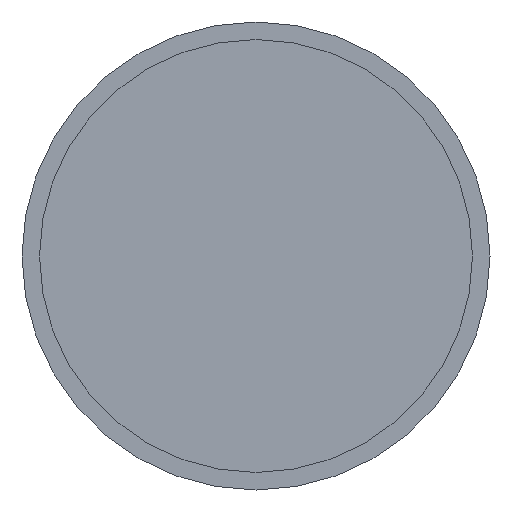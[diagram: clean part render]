
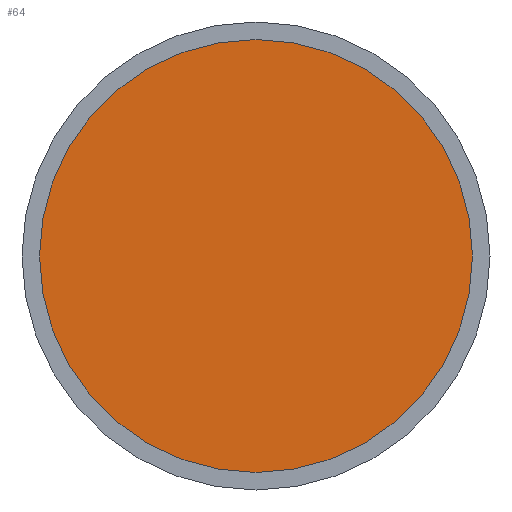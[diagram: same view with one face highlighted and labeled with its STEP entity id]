
A CAD part, front view. The second image highlights one B-rep face of the part: STEP entity #64.
In plain terms, the highlighted planar face has unit normal (0, -1, 0).
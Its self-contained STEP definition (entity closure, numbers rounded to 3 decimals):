
#64 = ADVANCED_FACE( '', ( #138 ), #139, .F. );
#138 = FACE_OUTER_BOUND( '', #225, .T. );
#139 = PLANE( '', #226 );
#225 = EDGE_LOOP( '', ( #378 ) );
#226 = AXIS2_PLACEMENT_3D( '', #379, #380, #381 );
#378 = ORIENTED_EDGE( '', *, *, #488, .T. );
#379 = CARTESIAN_POINT( '', ( 46.25, -3., 0. ) );
#380 = DIRECTION( '', ( 0., 1., 0. ) );
#381 = DIRECTION( '', ( 0., 0., 1. ) );
#488 = EDGE_CURVE( '', #559, #559, #560, .T. );
#559 = VERTEX_POINT( '', #656 );
#560 = CIRCLE( '', #657, 46.25 );
#656 = CARTESIAN_POINT( '', ( 0., -3., -46.25 ) );
#657 = AXIS2_PLACEMENT_3D( '', #721, #722, #723 );
#721 = CARTESIAN_POINT( '', ( 0., -3., 0. ) );
#722 = DIRECTION( '', ( 0., -1., 0. ) );
#723 = DIRECTION( '', ( 0., 0., -1. ) );
